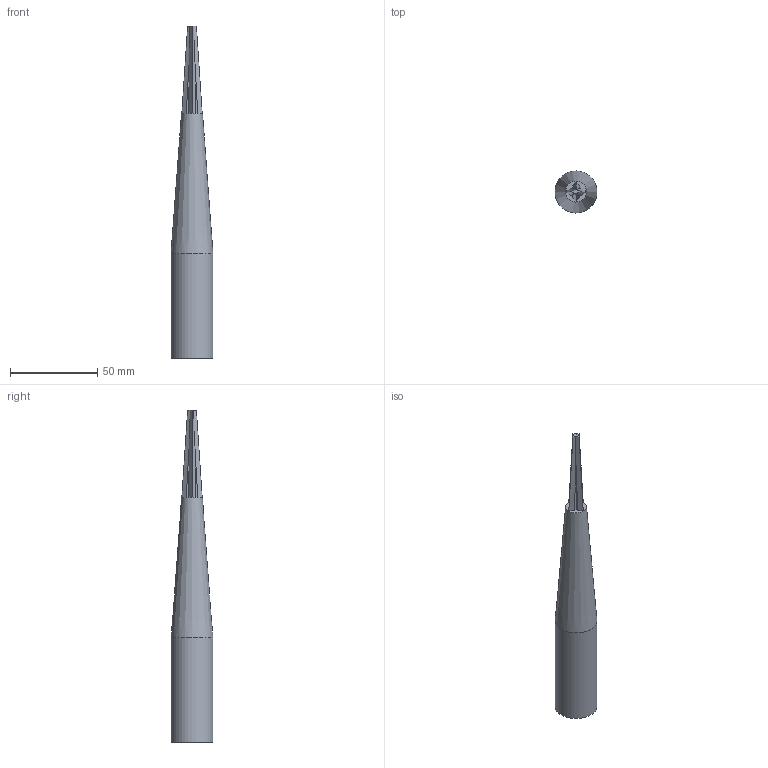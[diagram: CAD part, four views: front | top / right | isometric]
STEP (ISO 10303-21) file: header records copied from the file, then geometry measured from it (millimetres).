
FILE_DESCRIPTION(('FreeCAD Model'),'2;1');
FILE_NAME('Open CASCADE Shape Model','2025-07-04T14:02:56',(''),(''), 'Open CASCADE STEP processor 7.8','FreeCAD','Unknown');
FILE_SCHEMA(('AUTOMOTIVE_DESIGN { 1 0 10303 214 1 1 1 1 }'));
Length unit declared in the file: millimetre
Products named in the file (1): Fusion
Bounding box: 24 x 24 x 190 mm (x, y, z)
Volume: 44658 mm3; surface area: 11956.8 mm2
Topology: 1 solids, 1 shells, 27 faces, 66 edges, 43 vertices
Faces by surface type: bspline 16, plane 8, cylinder 2, cone 1
Full cylindrical faces by diameter (mm): 18 x1, 24 x1
Entity records: 2403 total; most frequent: CARTESIAN_POINT 1016, ORIENTED_EDGE 132, PCURVE 132, DEFINITIONAL_REPRESENTATION 132, DIRECTION 125, B_SPLINE_CURVE_WITH_KNOTS 102, LINE 87, VECTOR 87
